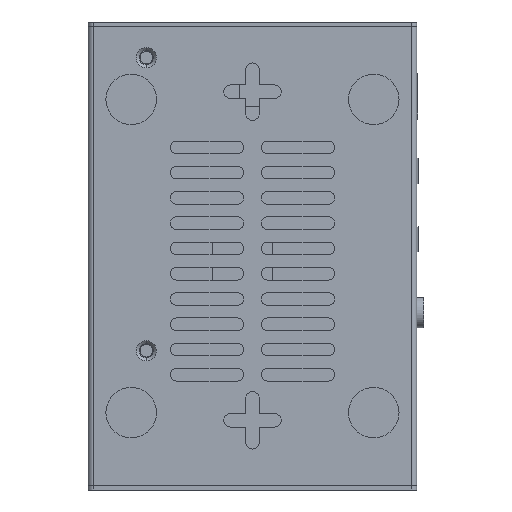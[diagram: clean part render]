
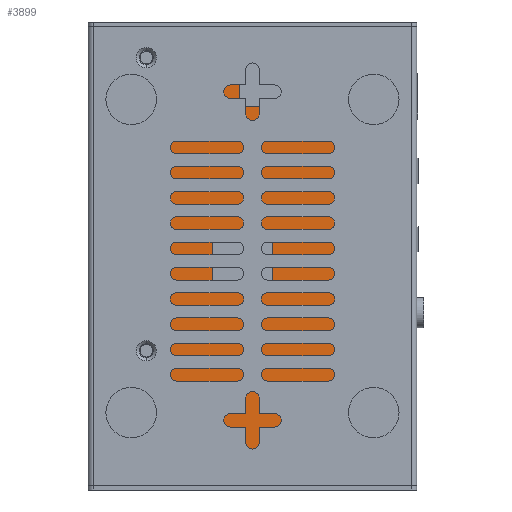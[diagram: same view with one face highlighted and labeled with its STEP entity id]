
A CAD part, front view. The second image highlights one B-rep face of the part: STEP entity #3899.
In plain terms, the highlighted planar face has unit normal (0, -1, 0).
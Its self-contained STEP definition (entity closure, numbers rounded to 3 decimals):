
#2=CARTESIAN_POINT('',(-24.5,0.,39.));
#3=DIRECTION('',(0.,1.,0.));
#4=DIRECTION('',(1.,0.,0.));
#5=AXIS2_PLACEMENT_3D('',#2,#3,#4);
#7=CARTESIAN_POINT('',(-24.5,0.,39.));
#8=DIRECTION('',(0.,1.,0.));
#9=DIRECTION('',(-1.,0.,0.));
#10=AXIS2_PLACEMENT_3D('',#7,#8,#9);
#12=CARTESIAN_POINT('',(24.5,0.,39.));
#13=DIRECTION('',(0.,1.,0.));
#14=DIRECTION('',(1.,0.,0.));
#15=AXIS2_PLACEMENT_3D('',#12,#13,#14);
#17=CARTESIAN_POINT('',(24.5,0.,39.));
#18=DIRECTION('',(0.,1.,0.));
#19=DIRECTION('',(-1.,0.,0.));
#20=AXIS2_PLACEMENT_3D('',#17,#18,#19);
#22=CARTESIAN_POINT('',(-24.5,0.,-19.));
#23=DIRECTION('',(0.,1.,0.));
#24=DIRECTION('',(1.,0.,0.));
#25=AXIS2_PLACEMENT_3D('',#22,#23,#24);
#27=CARTESIAN_POINT('',(-24.5,0.,-19.));
#28=DIRECTION('',(0.,1.,0.));
#29=DIRECTION('',(-1.,0.,0.));
#30=AXIS2_PLACEMENT_3D('',#27,#28,#29);
#32=CARTESIAN_POINT('',(24.5,0.,-19.));
#33=DIRECTION('',(0.,1.,0.));
#34=DIRECTION('',(1.,0.,0.));
#35=AXIS2_PLACEMENT_3D('',#32,#33,#34);
#37=CARTESIAN_POINT('',(24.5,0.,-19.));
#38=DIRECTION('',(0.,1.,0.));
#39=DIRECTION('',(-1.,0.,0.));
#40=AXIS2_PLACEMENT_3D('',#37,#38,#39);
#42=DIRECTION('',(0.,0.,1.));
#43=VECTOR('',#42,13.);
#44=CARTESIAN_POINT('',(5.9,0.,29.25));
#45=LINE('',#44,#43);
#46=DIRECTION('',(-1.,0.,0.));
#47=VECTOR('',#46,12.);
#48=CARTESIAN_POINT('',(5.9,0.,42.25));
#49=LINE('',#48,#47);
#50=DIRECTION('',(0.,0.,-1.));
#51=VECTOR('',#50,13.);
#52=CARTESIAN_POINT('',(-6.1,0.,42.25));
#53=LINE('',#52,#51);
#54=DIRECTION('',(1.,0.,0.));
#55=VECTOR('',#54,12.);
#56=CARTESIAN_POINT('',(-6.1,0.,29.25));
#57=LINE('',#56,#55);
#58=DIRECTION('',(0.,0.,1.));
#59=VECTOR('',#58,12.);
#60=CARTESIAN_POINT('',(0.5,0.,-6.95));
#61=LINE('',#60,#59);
#62=DIRECTION('',(-1.,0.,0.));
#63=VECTOR('',#62,12.);
#64=CARTESIAN_POINT('',(0.5,0.,5.05));
#65=LINE('',#64,#63);
#66=DIRECTION('',(0.,0.,-1.));
#67=VECTOR('',#66,12.);
#68=CARTESIAN_POINT('',(-11.5,0.,5.05));
#69=LINE('',#68,#67);
#70=DIRECTION('',(1.,0.,0.));
#71=VECTOR('',#70,12.);
#72=CARTESIAN_POINT('',(-11.5,0.,-6.95));
#73=LINE('',#72,#71);
#74=CARTESIAN_POINT('',(24.5,0.,39.05));
#75=DIRECTION('',(0.,-1.,0.));
#76=DIRECTION('',(1.,0.,0.));
#77=AXIS2_PLACEMENT_3D('',#74,#75,#76);
#79=DIRECTION('',(0.,0.,-1.));
#80=VECTOR('',#79,78.1);
#81=CARTESIAN_POINT('',(28.,0.,39.05));
#82=LINE('',#81,#80);
#83=CARTESIAN_POINT('',(24.5,0.,-39.05));
#84=DIRECTION('',(0.,-1.,0.));
#85=DIRECTION('',(0.,0.,-1.));
#86=AXIS2_PLACEMENT_3D('',#83,#84,#85);
#88=DIRECTION('',(-1.,0.,0.));
#89=VECTOR('',#88,49.);
#90=CARTESIAN_POINT('',(24.5,0.,-42.55));
#91=LINE('',#90,#89);
#92=CARTESIAN_POINT('',(-24.5,0.,-39.05));
#93=DIRECTION('',(0.,-1.,0.));
#94=DIRECTION('',(-1.,0.,0.));
#95=AXIS2_PLACEMENT_3D('',#92,#93,#94);
#97=DIRECTION('',(0.,0.,1.));
#98=VECTOR('',#97,78.1);
#99=CARTESIAN_POINT('',(-28.,0.,-39.05));
#100=LINE('',#99,#98);
#101=CARTESIAN_POINT('',(-24.5,0.,39.05));
#102=DIRECTION('',(0.,-1.,0.));
#103=DIRECTION('',(0.,0.,1.));
#104=AXIS2_PLACEMENT_3D('',#101,#102,#103);
#106=DIRECTION('',(1.,0.,0.));
#107=VECTOR('',#106,49.);
#108=CARTESIAN_POINT('',(-24.5,0.,42.55));
#109=LINE('',#108,#107);
#2884=CARTESIAN_POINT('',(-23.2,0.,39.));
#2885=CARTESIAN_POINT('',(-25.8,0.,39.));
#2886=VERTEX_POINT('',#2884);
#2887=VERTEX_POINT('',#2885);
#2888=CARTESIAN_POINT('',(25.8,0.,39.));
#2889=CARTESIAN_POINT('',(23.2,0.,39.));
#2890=VERTEX_POINT('',#2888);
#2891=VERTEX_POINT('',#2889);
#2892=CARTESIAN_POINT('',(-23.2,0.,-19.));
#2893=CARTESIAN_POINT('',(-25.8,0.,-19.));
#2894=VERTEX_POINT('',#2892);
#2895=VERTEX_POINT('',#2893);
#2896=CARTESIAN_POINT('',(25.8,0.,-19.));
#2897=CARTESIAN_POINT('',(23.2,0.,-19.));
#2898=VERTEX_POINT('',#2896);
#2899=VERTEX_POINT('',#2897);
#2960=CARTESIAN_POINT('',(5.9,0.,29.25));
#2961=CARTESIAN_POINT('',(5.9,0.,42.25));
#2962=VERTEX_POINT('',#2960);
#2963=VERTEX_POINT('',#2961);
#2964=CARTESIAN_POINT('',(-6.1,0.,42.25));
#2965=VERTEX_POINT('',#2964);
#2966=CARTESIAN_POINT('',(-6.1,0.,29.25));
#2967=VERTEX_POINT('',#2966);
#3056=CARTESIAN_POINT('',(0.5,0.,-6.95));
#3057=CARTESIAN_POINT('',(0.5,0.,5.05));
#3058=VERTEX_POINT('',#3056);
#3059=VERTEX_POINT('',#3057);
#3060=CARTESIAN_POINT('',(-11.5,0.,5.05));
#3061=VERTEX_POINT('',#3060);
#3062=CARTESIAN_POINT('',(-11.5,0.,-6.95));
#3063=VERTEX_POINT('',#3062);
#3148=CARTESIAN_POINT('',(28.,0.,39.05));
#3149=CARTESIAN_POINT('',(24.5,0.,42.55));
#3150=VERTEX_POINT('',#3148);
#3151=VERTEX_POINT('',#3149);
#3156=CARTESIAN_POINT('',(24.5,0.,-42.55));
#3157=CARTESIAN_POINT('',(28.,0.,-39.05));
#3158=VERTEX_POINT('',#3156);
#3159=VERTEX_POINT('',#3157);
#3166=CARTESIAN_POINT('',(-28.,0.,-39.05));
#3167=CARTESIAN_POINT('',(-24.5,0.,-42.55));
#3168=VERTEX_POINT('',#3166);
#3169=VERTEX_POINT('',#3167);
#3176=CARTESIAN_POINT('',(-24.5,0.,42.55));
#3177=CARTESIAN_POINT('',(-28.,0.,39.05));
#3178=VERTEX_POINT('',#3176);
#3179=VERTEX_POINT('',#3177);
#3832=CARTESIAN_POINT('',(0.,0.,0.));
#3833=DIRECTION('',(0.,1.,0.));
#3834=DIRECTION('',(1.,0.,0.));
#3835=AXIS2_PLACEMENT_3D('',#3832,#3833,#3834);
#3836=PLANE('',#3835);
#3838=ORIENTED_EDGE('',*,*,#3837,.F.);
#3840=ORIENTED_EDGE('',*,*,#3839,.T.);
#3842=ORIENTED_EDGE('',*,*,#3841,.F.);
#3844=ORIENTED_EDGE('',*,*,#3843,.T.);
#3846=ORIENTED_EDGE('',*,*,#3845,.F.);
#3848=ORIENTED_EDGE('',*,*,#3847,.T.);
#3850=ORIENTED_EDGE('',*,*,#3849,.F.);
#3852=ORIENTED_EDGE('',*,*,#3851,.T.);
#3853=EDGE_LOOP('',(#3838,#3840,#3842,#3844,#3846,#3848,#3850,#3852));
#3854=FACE_OUTER_BOUND('',#3853,.F.);
#3856=ORIENTED_EDGE('',*,*,#3855,.F.);
#3858=ORIENTED_EDGE('',*,*,#3857,.F.);
#3859=EDGE_LOOP('',(#3856,#3858));
#3860=FACE_BOUND('',#3859,.F.);
#3862=ORIENTED_EDGE('',*,*,#3861,.F.);
#3864=ORIENTED_EDGE('',*,*,#3863,.F.);
#3865=EDGE_LOOP('',(#3862,#3864));
#3866=FACE_BOUND('',#3865,.F.);
#3868=ORIENTED_EDGE('',*,*,#3867,.F.);
#3870=ORIENTED_EDGE('',*,*,#3869,.F.);
#3871=EDGE_LOOP('',(#3868,#3870));
#3872=FACE_BOUND('',#3871,.F.);
#3874=ORIENTED_EDGE('',*,*,#3873,.T.);
#3876=ORIENTED_EDGE('',*,*,#3875,.T.);
#3878=ORIENTED_EDGE('',*,*,#3877,.T.);
#3880=ORIENTED_EDGE('',*,*,#3879,.T.);
#3881=EDGE_LOOP('',(#3874,#3876,#3878,#3880));
#3882=FACE_BOUND('',#3881,.F.);
#3884=ORIENTED_EDGE('',*,*,#3883,.T.);
#3886=ORIENTED_EDGE('',*,*,#3885,.T.);
#3888=ORIENTED_EDGE('',*,*,#3887,.T.);
#3890=ORIENTED_EDGE('',*,*,#3889,.T.);
#3891=EDGE_LOOP('',(#3884,#3886,#3888,#3890));
#3892=FACE_BOUND('',#3891,.F.);
#3894=ORIENTED_EDGE('',*,*,#3893,.F.);
#3896=ORIENTED_EDGE('',*,*,#3895,.F.);
#3897=EDGE_LOOP('',(#3894,#3896));
#3898=FACE_BOUND('',#3897,.F.);
#3899=ADVANCED_FACE('',(#3854,#3860,#3866,#3872,#3882,#3892,#3898),#3836,.F.);
#6=CIRCLE('',#5,1.3);
#11=CIRCLE('',#10,1.3);
#16=CIRCLE('',#15,1.3);
#21=CIRCLE('',#20,1.3);
#26=CIRCLE('',#25,1.3);
#31=CIRCLE('',#30,1.3);
#36=CIRCLE('',#35,1.3);
#41=CIRCLE('',#40,1.3);
#78=CIRCLE('',#77,3.5);
#87=CIRCLE('',#86,3.5);
#96=CIRCLE('',#95,3.5);
#105=CIRCLE('',#104,3.5);
#3837=EDGE_CURVE('',#3150,#3151,#78,.T.);
#3839=EDGE_CURVE('',#3150,#3159,#82,.T.);
#3841=EDGE_CURVE('',#3158,#3159,#87,.T.);
#3843=EDGE_CURVE('',#3158,#3169,#91,.T.);
#3845=EDGE_CURVE('',#3168,#3169,#96,.T.);
#3847=EDGE_CURVE('',#3168,#3179,#100,.T.);
#3849=EDGE_CURVE('',#3178,#3179,#105,.T.);
#3851=EDGE_CURVE('',#3178,#3151,#109,.T.);
#3855=EDGE_CURVE('',#2890,#2891,#16,.T.);
#3857=EDGE_CURVE('',#2891,#2890,#21,.T.);
#3861=EDGE_CURVE('',#2894,#2895,#26,.T.);
#3863=EDGE_CURVE('',#2895,#2894,#31,.T.);
#3867=EDGE_CURVE('',#2898,#2899,#36,.T.);
#3869=EDGE_CURVE('',#2899,#2898,#41,.T.);
#3873=EDGE_CURVE('',#2962,#2963,#45,.T.);
#3875=EDGE_CURVE('',#2963,#2965,#49,.T.);
#3877=EDGE_CURVE('',#2965,#2967,#53,.T.);
#3879=EDGE_CURVE('',#2967,#2962,#57,.T.);
#3883=EDGE_CURVE('',#3058,#3059,#61,.T.);
#3885=EDGE_CURVE('',#3059,#3061,#65,.T.);
#3887=EDGE_CURVE('',#3061,#3063,#69,.T.);
#3889=EDGE_CURVE('',#3063,#3058,#73,.T.);
#3893=EDGE_CURVE('',#2886,#2887,#6,.T.);
#3895=EDGE_CURVE('',#2887,#2886,#11,.T.);
